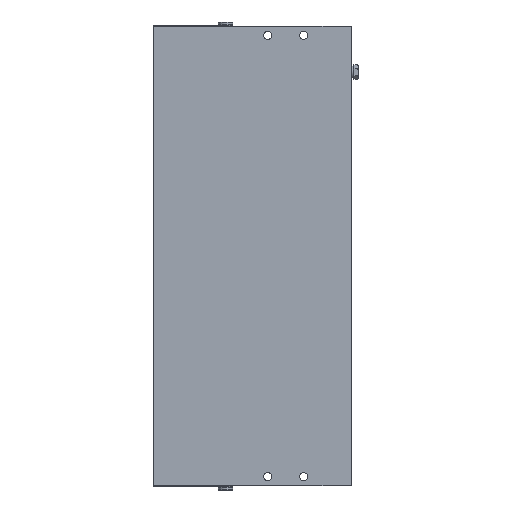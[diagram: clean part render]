
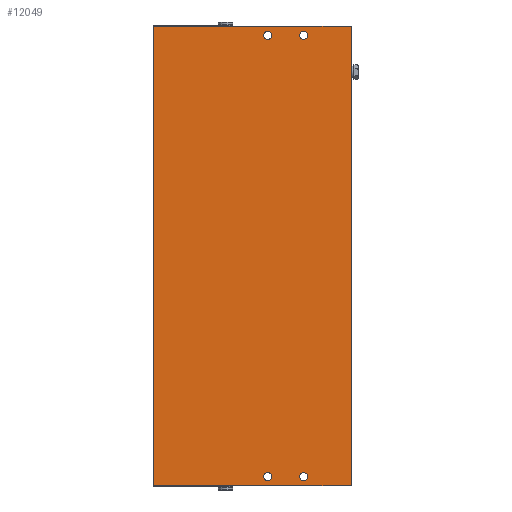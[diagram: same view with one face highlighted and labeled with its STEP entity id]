
A CAD part, front view. The second image highlights one B-rep face of the part: STEP entity #12049.
In plain terms, the highlighted planar face has unit normal (0, -1, 0).
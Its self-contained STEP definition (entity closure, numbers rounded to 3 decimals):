
#865=CIRCLE('',#13493,2.25);
#866=CIRCLE('',#13494,2.25);
#867=CIRCLE('',#13495,2.25);
#868=CIRCLE('',#13496,2.25);
#1822=ORIENTED_EDGE('',*,*,#4817,.T.);
#1823=ORIENTED_EDGE('',*,*,#4818,.T.);
#1824=ORIENTED_EDGE('',*,*,#4819,.T.);
#1825=ORIENTED_EDGE('',*,*,#4820,.T.);
#1826=ORIENTED_EDGE('',*,*,#4821,.T.);
#1827=ORIENTED_EDGE('',*,*,#4822,.F.);
#1828=ORIENTED_EDGE('',*,*,#4794,.F.);
#1829=ORIENTED_EDGE('',*,*,#4375,.T.);
#4375=EDGE_CURVE('',#5878,#5877,#7106,.T.);
#4794=EDGE_CURVE('',#5878,#6282,#7275,.T.);
#4817=EDGE_CURVE('',#6313,#6313,#865,.T.);
#4818=EDGE_CURVE('',#6314,#6314,#866,.T.);
#4819=EDGE_CURVE('',#6315,#6315,#867,.T.);
#4820=EDGE_CURVE('',#6316,#6316,#868,.T.);
#4821=EDGE_CURVE('',#5877,#6317,#7288,.T.);
#4822=EDGE_CURVE('',#6282,#6317,#7289,.T.);
#5877=VERTEX_POINT('',#18857);
#5878=VERTEX_POINT('',#18859);
#6282=VERTEX_POINT('',#19671);
#6313=VERTEX_POINT('',#19767);
#6314=VERTEX_POINT('',#19769);
#6315=VERTEX_POINT('',#19771);
#6316=VERTEX_POINT('',#19773);
#6317=VERTEX_POINT('',#19775);
#7106=LINE('',#18858,#7789);
#7275=LINE('',#19696,#7958);
#7288=LINE('',#19774,#7971);
#7289=LINE('',#19776,#7972);
#7789=VECTOR('',#14879,1000.);
#7958=VECTOR('',#15552,1000.);
#7971=VECTOR('',#15599,1000.);
#7972=VECTOR('',#15600,1000.);
#8712=EDGE_LOOP('',(#1822));
#8713=EDGE_LOOP('',(#1823));
#8714=EDGE_LOOP('',(#1824));
#8715=EDGE_LOOP('',(#1825));
#8716=EDGE_LOOP('',(#1826,#1827,#1828,#1829));
#10279=FACE_BOUND('',#8712,.T.);
#10280=FACE_BOUND('',#8713,.T.);
#10281=FACE_BOUND('',#8714,.T.);
#10282=FACE_BOUND('',#8715,.T.);
#10283=FACE_BOUND('',#8716,.T.);
#11638=PLANE('',#13492);
#12049=ADVANCED_FACE('',(#10279,#10280,#10281,#10282,#10283),#11638,.F.);
#13492=AXIS2_PLACEMENT_3D('',#19765,#15589,#15590);
#13493=AXIS2_PLACEMENT_3D('',#19766,#15591,#15592);
#13494=AXIS2_PLACEMENT_3D('',#19768,#15593,#15594);
#13495=AXIS2_PLACEMENT_3D('',#19770,#15595,#15596);
#13496=AXIS2_PLACEMENT_3D('',#19772,#15597,#15598);
#14879=DIRECTION('',(0.,0.,-1.));
#15552=DIRECTION('',(1.,0.,0.));
#15589=DIRECTION('',(0.,1.,0.));
#15590=DIRECTION('',(0.,0.,1.));
#15591=DIRECTION('',(0.,1.,0.));
#15592=DIRECTION('',(0.,0.,1.));
#15593=DIRECTION('',(0.,1.,0.));
#15594=DIRECTION('',(0.,0.,1.));
#15595=DIRECTION('',(0.,1.,0.));
#15596=DIRECTION('',(0.,0.,1.));
#15597=DIRECTION('',(0.,1.,0.));
#15598=DIRECTION('',(0.,0.,1.));
#15599=DIRECTION('',(1.,0.,0.));
#15600=DIRECTION('',(0.,0.,-1.));
#18857=CARTESIAN_POINT('',(0.,-33.8,0.));
#18858=CARTESIAN_POINT('',(0.,-33.8,256.));
#18859=CARTESIAN_POINT('',(0.,-33.8,256.));
#19671=CARTESIAN_POINT('',(110.,-33.8,256.));
#19696=CARTESIAN_POINT('',(0.,-33.8,256.));
#19765=CARTESIAN_POINT('',(0.,-33.8,256.));
#19766=CARTESIAN_POINT('',(46.5,-33.8,5.));
#19767=CARTESIAN_POINT('',(46.5,-33.8,7.25));
#19768=CARTESIAN_POINT('',(26.5,-33.8,251.));
#19769=CARTESIAN_POINT('',(26.5,-33.8,253.25));
#19770=CARTESIAN_POINT('',(46.5,-33.8,251.));
#19771=CARTESIAN_POINT('',(46.5,-33.8,253.25));
#19772=CARTESIAN_POINT('',(26.5,-33.8,5.));
#19773=CARTESIAN_POINT('',(26.5,-33.8,7.25));
#19774=CARTESIAN_POINT('',(0.,-33.8,0.));
#19775=CARTESIAN_POINT('',(110.,-33.8,0.));
#19776=CARTESIAN_POINT('',(110.,-33.8,256.));
